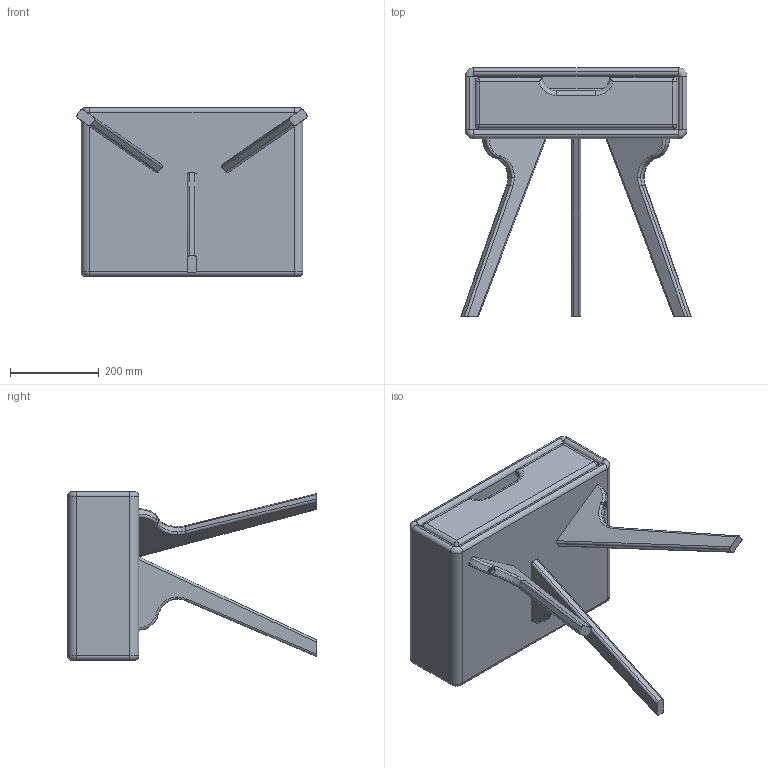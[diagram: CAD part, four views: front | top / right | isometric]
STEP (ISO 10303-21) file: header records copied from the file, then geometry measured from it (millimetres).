
FILE_DESCRIPTION (( 'STEP AP203' ), '1' );
FILE_NAME ('0. Nocnik NAIM - sklop.STEP', '2022-10-13T06:04:26', ( '' ), ( '' ), 'SwSTEP 2.0', 'SolidWorks 2022', '' );
FILE_SCHEMA (( 'CONFIG_CONTROL_DESIGN' ));
Length unit declared in the file: millimetre
Products named in the file (18): 6. Slijepo čelo  - Noćnik NAIM; plain washer grade c_din_Washer DIN 126 - 6.6; 8. Leđa ladice  - Noćnik NAIM; 0. Noćnik  NAIM - sklop; 0.1. Ladica (sklop) - Noćnik NAIM; 5. Drvena tipla fi10x45; cross fh tapping 7976_din_Tapping screw DIN 7982-ST4.2x25-C-H-N; 7. Bočna stranica  - Noćnik NAIM; 5. Drvena tipla fi8x30; 4. Leđa - Noćnik NAIM; 10. Noga; 3. Bočna stranica - Noćnik NAIM; 2. Pod - Noćnik NAIM; 1. Plafon - Noćnik NAIM; socket thin pilot cap screw_din_DIN 6912 - M6 x 50 --- 18N; 5. Fronta ladice - Noćnik NAIM; 9. Pod ladice  - Noćnik NAIM; 4. Dvonavojna matica M6x12
Assembly tree (63 placements, depth 3):
  0. Noćnik  NAIM - sklop
    1. Plafon - Noćnik NAIM
    3. Bočna stranica - Noćnik NAIM  x2
    2. Pod - Noćnik NAIM
    4. Leđa - Noćnik NAIM
    4. Dvonavojna matica M6x12  x3
    0.1. Ladica (sklop) - Noćnik NAIM
      5. Fronta ladice - Noćnik NAIM
      6. Slijepo čelo  - Noćnik NAIM
      7. Bočna stranica  - Noćnik NAIM  x2
      8. Leđa ladice  - Noćnik NAIM
      9. Pod ladice  - Noćnik NAIM
      cross fh tapping 7976_din_Tapping screw DIN 7982-ST4.2x25-C-H-N  x4
      5. Drvena tipla fi8x30  x8
    10. Noga  x3
    5. Drvena tipla fi10x45  x3
    plain washer grade c_din_Washer DIN 126 - 6.6  x3
    socket thin pilot cap screw_din_DIN 6912 - M6 x 50 --- 18N  x3
    5. Drvena tipla fi8x30  x24
Bounding box: 519.02 x 560 x 380 mm (x, y, z)
Volume: 14504558.4 mm3; surface area: 2110911 mm2
Topology: 62 solids, 62 shells, 2754 faces, 7422 edges, 4853 vertices
Faces by surface type: cylinder 2054, plane 414, cone 191, torus 48, bspline 47
Entity records: 24036 total; most frequent: CARTESIAN_POINT 7417, DIRECTION 2911, ORIENTED_EDGE 2720, EDGE_CURVE 1360, AXIS2_PLACEMENT_3D 1137, VERTEX_POINT 874, EDGE_LOOP 656, LINE 637
